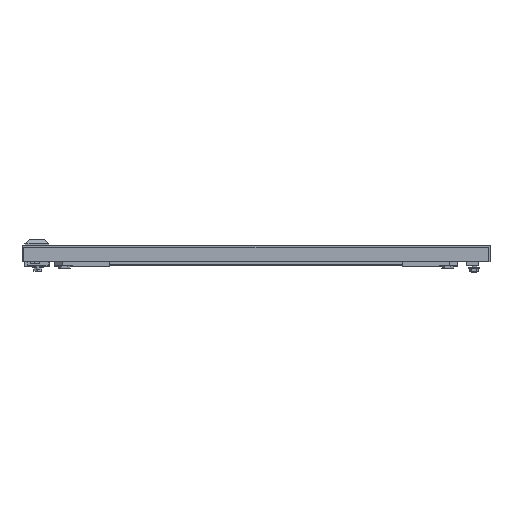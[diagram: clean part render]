
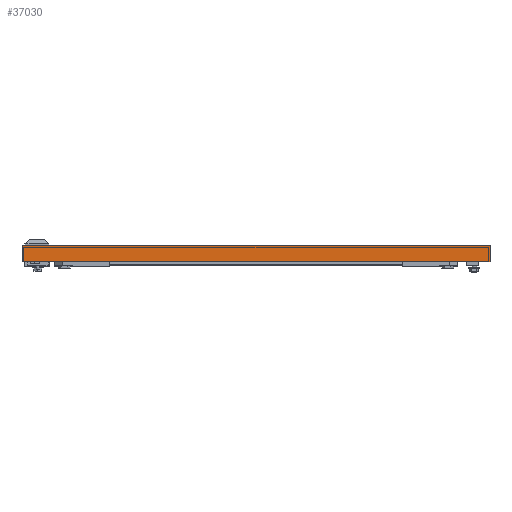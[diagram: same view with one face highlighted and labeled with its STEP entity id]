
A CAD part, front view. The second image highlights one B-rep face of the part: STEP entity #37030.
In plain terms, the highlighted planar face has unit normal (0, -1, 0).
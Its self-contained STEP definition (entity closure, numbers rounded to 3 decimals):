
#1 = VECTOR ( 'NONE', #27234, 1000. ) ;
#7145 = CARTESIAN_POINT ( 'NONE',  ( -297., -770., -20.5 ) ) ;
#9023 = CARTESIAN_POINT ( 'NONE',  ( -297., -770., 0. ) ) ;
#9940 = AXIS2_PLACEMENT_3D ( 'NONE', #7145, #75563, #51170 ) ;
#13698 = EDGE_LOOP ( 'NONE', ( #23713, #75349, #30172, #79510 ) ) ;
#15854 = VECTOR ( 'NONE', #19608, 1000. ) ;
#16873 = VERTEX_POINT ( 'NONE', #58476 ) ;
#18398 = LINE ( 'NONE', #50076, #15854 ) ;
#19608 = DIRECTION ( 'NONE',  ( 0., 0., 1. ) ) ;
#20144 = EDGE_CURVE ( 'NONE', #37720, #34643, #48876, .T. ) ;
#23713 = ORIENTED_EDGE ( 'NONE', *, *, #35055, .F. ) ;
#24939 = EDGE_CURVE ( 'NONE', #34643, #16873, #18398, .T. ) ;
#27234 = DIRECTION ( 'NONE',  ( 0., 0., 1. ) ) ;
#30172 = ORIENTED_EDGE ( 'NONE', *, *, #20144, .T. ) ;
#34643 = VERTEX_POINT ( 'NONE', #68083 ) ;
#35055 = EDGE_CURVE ( 'NONE', #52400, #16873, #58424, .T. ) ;
#37030 = ADVANCED_FACE ( 'NONE', ( #38419 ), #63556, .T. ) ;
#37720 = VERTEX_POINT ( 'NONE', #42580 ) ;
#38419 = FACE_OUTER_BOUND ( 'NONE', #13698, .T. ) ;
#39586 = CARTESIAN_POINT ( 'NONE',  ( -297., -770., -20.5 ) ) ;
#42580 = CARTESIAN_POINT ( 'NONE',  ( -297., -770., -20.5 ) ) ;
#44335 = VECTOR ( 'NONE', #78214, 1000. ) ;
#48075 = DIRECTION ( 'NONE',  ( 1., 0., 0. ) ) ;
#48876 = LINE ( 'NONE', #60082, #67208 ) ;
#50076 = CARTESIAN_POINT ( 'NONE',  ( 297., -770., -20.5 ) ) ;
#51170 = DIRECTION ( 'NONE',  ( 0., 0., -1. ) ) ;
#52400 = VERTEX_POINT ( 'NONE', #62107 ) ;
#53978 = LINE ( 'NONE', #39586, #1 ) ;
#58424 = LINE ( 'NONE', #9023, #44335 ) ;
#58476 = CARTESIAN_POINT ( 'NONE',  ( 297., -770., 0. ) ) ;
#60082 = CARTESIAN_POINT ( 'NONE',  ( -297., -770., -20.5 ) ) ;
#62107 = CARTESIAN_POINT ( 'NONE',  ( -297., -770., 0. ) ) ;
#63556 = PLANE ( 'NONE',  #9940 ) ;
#67208 = VECTOR ( 'NONE', #48075, 1000. ) ;
#68083 = CARTESIAN_POINT ( 'NONE',  ( 297., -770., -20.5 ) ) ;
#75349 = ORIENTED_EDGE ( 'NONE', *, *, #79664, .F. ) ;
#75563 = DIRECTION ( 'NONE',  ( 0., -1., 0. ) ) ;
#78214 = DIRECTION ( 'NONE',  ( 1., 0., 0. ) ) ;
#79510 = ORIENTED_EDGE ( 'NONE', *, *, #24939, .T. ) ;
#79664 = EDGE_CURVE ( 'NONE', #37720, #52400, #53978, .T. ) ;
